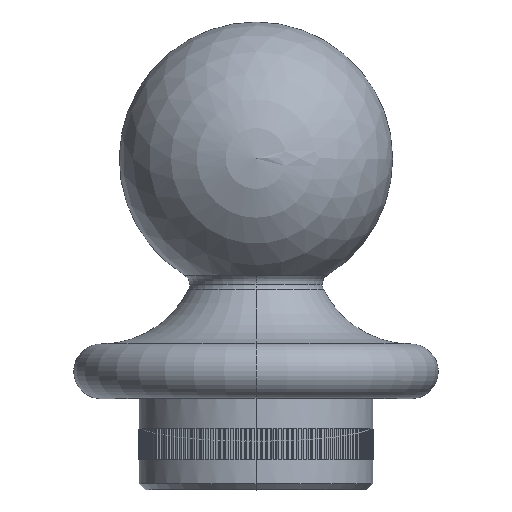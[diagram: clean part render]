
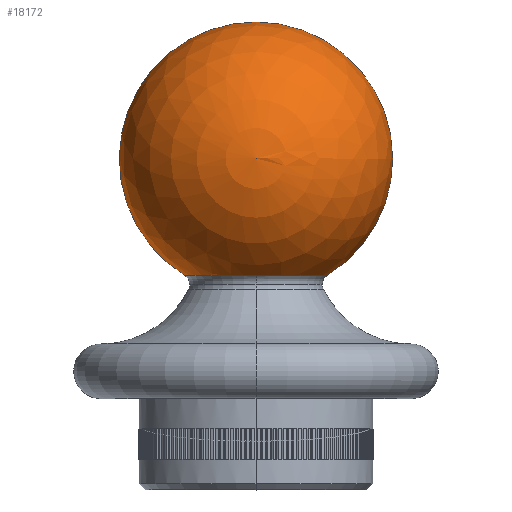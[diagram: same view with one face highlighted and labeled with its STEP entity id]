
A CAD part, top view. The second image highlights one B-rep face of the part: STEP entity #18172.
In plain terms, the highlighted spherical face has radius 22.5 mm.
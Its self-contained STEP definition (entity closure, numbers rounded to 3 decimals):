
#158 = VERTEX_POINT ( 'NONE', #7545 ) ;
#1357 = DIRECTION ( 'NONE',  ( 0., 0., -1. ) ) ;
#1661 = EDGE_CURVE ( 'NONE', #10380, #24315, #18773, .T. ) ;
#2082 = AXIS2_PLACEMENT_3D ( 'NONE', #10900, #1357, #32685 ) ;
#2722 = CIRCLE ( 'NONE', #2082, 22.5 ) ;
#3652 = DIRECTION ( 'NONE',  ( 0., 0., -1. ) ) ;
#5082 = EDGE_CURVE ( 'NONE', #158, #32969, #13936, .T. ) ;
#5971 = CARTESIAN_POINT ( 'NONE',  ( 0., 20.335, 0. ) ) ;
#5999 = AXIS2_PLACEMENT_3D ( 'NONE', #7360, #28591, #33718 ) ;
#6311 = DIRECTION ( 'NONE',  ( 0., -1., 0. ) ) ;
#6767 = CARTESIAN_POINT ( 'NONE',  ( 0., 39.5, 0. ) ) ;
#6904 = EDGE_LOOP ( 'NONE', ( #7943, #9782, #11703, #24650 ) ) ;
#7360 = CARTESIAN_POINT ( 'NONE',  ( 0., 39.5, 0. ) ) ;
#7545 = CARTESIAN_POINT ( 'NONE',  ( 11.788, 20.335, 0. ) ) ;
#7593 = FACE_OUTER_BOUND ( 'NONE', #6904, .T. ) ;
#7943 = ORIENTED_EDGE ( 'NONE', *, *, #21461, .F. ) ;
#8193 = CARTESIAN_POINT ( 'NONE',  ( 0., 20.335, 11.788 ) ) ;
#8254 = CARTESIAN_POINT ( 'NONE',  ( 0., 62., 0. ) ) ;
#8624 = DIRECTION ( 'NONE',  ( 0., -1., 0. ) ) ;
#8905 = AXIS2_PLACEMENT_3D ( 'NONE', #5971, #6311, #3652 ) ;
#9160 = DIRECTION ( 'NONE',  ( 0., 0., 1. ) ) ;
#9782 = ORIENTED_EDGE ( 'NONE', *, *, #1661, .T. ) ;
#10064 = SPHERICAL_SURFACE ( 'NONE', #22203, 22.5 ) ;
#10380 = VERTEX_POINT ( 'NONE', #8254 ) ;
#10900 = CARTESIAN_POINT ( 'NONE',  ( 0., 39.5, 0. ) ) ;
#11703 = ORIENTED_EDGE ( 'NONE', *, *, #25540, .F. ) ;
#13936 = CIRCLE ( 'NONE', #8905, 11.788 ) ;
#16916 = DIRECTION ( 'NONE',  ( 1., 0., 0. ) ) ;
#17235 = AXIS2_PLACEMENT_3D ( 'NONE', #24265, #8624, #26458 ) ;
#18172 = ADVANCED_FACE ( 'NONE', ( #7593 ), #10064, .T. ) ;
#18773 = CIRCLE ( 'NONE', #5999, 22.5 ) ;
#21461 = EDGE_CURVE ( 'NONE', #10380, #158, #2722, .T. ) ;
#22203 = AXIS2_PLACEMENT_3D ( 'NONE', #6767, #9160, #16916 ) ;
#24265 = CARTESIAN_POINT ( 'NONE',  ( 0., 20.335, 0. ) ) ;
#24315 = VERTEX_POINT ( 'NONE', #33610 ) ;
#24650 = ORIENTED_EDGE ( 'NONE', *, *, #5082, .F. ) ;
#25540 = EDGE_CURVE ( 'NONE', #32969, #24315, #32372, .T. ) ;
#26458 = DIRECTION ( 'NONE',  ( 0., 0., -1. ) ) ;
#28591 = DIRECTION ( 'NONE',  ( 0., 0., 1. ) ) ;
#32372 = CIRCLE ( 'NONE', #17235, 11.788 ) ;
#32685 = DIRECTION ( 'NONE',  ( -1., 0., 0. ) ) ;
#32969 = VERTEX_POINT ( 'NONE', #8193 ) ;
#33610 = CARTESIAN_POINT ( 'NONE',  ( -11.788, 20.335, 0. ) ) ;
#33718 = DIRECTION ( 'NONE',  ( 1., 0., 0. ) ) ;
